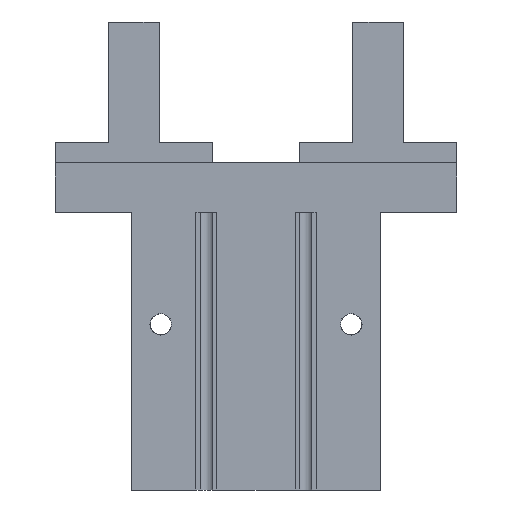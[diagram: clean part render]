
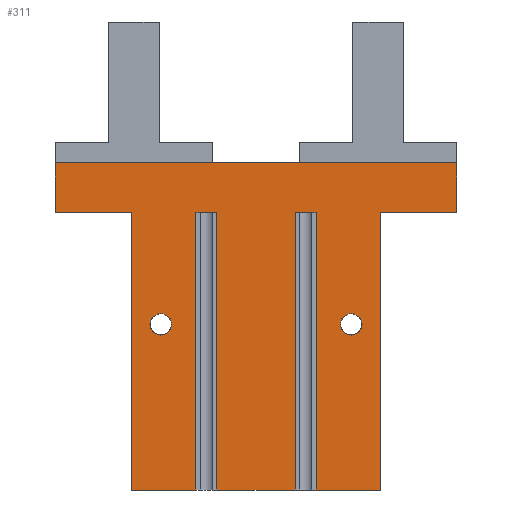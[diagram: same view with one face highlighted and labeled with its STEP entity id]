
A CAD part, left-side view. The second image highlights one B-rep face of the part: STEP entity #311.
In plain terms, the highlighted face is planar.
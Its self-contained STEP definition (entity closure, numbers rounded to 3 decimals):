
#311=ADVANCED_FACE('',(#657,#658,#659),#660,.F.);
#657=FACE_OUTER_BOUND('',#1039,.T.);
#658=FACE_BOUND('',#1040,.T.);
#659=FACE_BOUND('',#1041,.T.);
#660=PLANE('',#1042);
#1039=EDGE_LOOP('',(#1690,#1691,#1692,#1693,#1694,#1695,#1696,#1697,#1698,#1699,#1700,#1701,#1702,#1703,#1704,#1705));
#1040=EDGE_LOOP('',(#1706));
#1041=EDGE_LOOP('',(#1707));
#1042=AXIS2_PLACEMENT_3D('',#1708,#1709,#1710);
#1690=ORIENTED_EDGE('',*,*,#2428,.F.);
#1691=ORIENTED_EDGE('',*,*,#2429,.F.);
#1692=ORIENTED_EDGE('',*,*,#2234,.F.);
#1693=ORIENTED_EDGE('',*,*,#2243,.F.);
#1694=ORIENTED_EDGE('',*,*,#2365,.F.);
#1695=ORIENTED_EDGE('',*,*,#2420,.F.);
#1696=ORIENTED_EDGE('',*,*,#2430,.F.);
#1697=ORIENTED_EDGE('',*,*,#2431,.F.);
#1698=ORIENTED_EDGE('',*,*,#2240,.F.);
#1699=ORIENTED_EDGE('',*,*,#2432,.F.);
#1700=ORIENTED_EDGE('',*,*,#2433,.T.);
#1701=ORIENTED_EDGE('',*,*,#2434,.F.);
#1702=ORIENTED_EDGE('',*,*,#2435,.F.);
#1703=ORIENTED_EDGE('',*,*,#2436,.F.);
#1704=ORIENTED_EDGE('',*,*,#2437,.T.);
#1705=ORIENTED_EDGE('',*,*,#2438,.F.);
#1706=ORIENTED_EDGE('',*,*,#2283,.F.);
#1707=ORIENTED_EDGE('',*,*,#2286,.F.);
#1708=CARTESIAN_POINT('',(0.,30.0,-20.0));
#1709=DIRECTION('',(0.0,0.0,1.0));
#1710=DIRECTION('',(1.0,0.0,0.0));
#2234=EDGE_CURVE('',#2638,#2634,#2640,.T.);
#2240=EDGE_CURVE('',#2649,#2645,#2651,.T.);
#2243=EDGE_CURVE('',#2655,#2638,#2656,.T.);
#2283=EDGE_CURVE('',#2724,#2724,#2725,.F.);
#2286=EDGE_CURVE('',#2729,#2729,#2730,.F.);
#2365=EDGE_CURVE('',#2865,#2655,#2867,.T.);
#2420=EDGE_CURVE('',#2943,#2865,#2945,.T.);
#2428=EDGE_CURVE('',#2957,#2958,#2959,.T.);
#2429=EDGE_CURVE('',#2634,#2957,#2960,.T.);
#2430=EDGE_CURVE('',#2961,#2943,#2962,.T.);
#2431=EDGE_CURVE('',#2645,#2961,#2963,.T.);
#2432=EDGE_CURVE('',#2964,#2649,#2965,.T.);
#2433=EDGE_CURVE('',#2964,#2966,#2967,.T.);
#2434=EDGE_CURVE('',#2968,#2966,#2969,.T.);
#2435=EDGE_CURVE('',#2970,#2968,#2971,.T.);
#2436=EDGE_CURVE('',#2972,#2970,#2973,.T.);
#2437=EDGE_CURVE('',#2972,#2974,#2975,.T.);
#2438=EDGE_CURVE('',#2958,#2974,#2976,.T.);
#2634=VERTEX_POINT('',#3232);
#2638=VERTEX_POINT('',#3238);
#2640=LINE('',#3241,#3242);
#2645=VERTEX_POINT('',#3247);
#2649=VERTEX_POINT('',#3253);
#2651=LINE('',#3256,#3257);
#2655=VERTEX_POINT('',#3261);
#2656=LINE('',#3262,#3263);
#2724=VERTEX_POINT('',#3356);
#2725=CIRCLE('',#3357,2.6);
#2729=VERTEX_POINT('',#3361);
#2730=CIRCLE('',#3362,2.6);
#2865=VERTEX_POINT('',#3546);
#2867=LINE('',#3549,#3550);
#2943=VERTEX_POINT('',#3659);
#2945=LINE('',#3662,#3663);
#2957=VERTEX_POINT('',#3679);
#2958=VERTEX_POINT('',#3680);
#2959=LINE('',#3681,#3682);
#2960=LINE('',#3683,#3684);
#2961=VERTEX_POINT('',#3685);
#2962=LINE('',#3686,#3687);
#2963=LINE('',#3688,#3689);
#2964=VERTEX_POINT('',#3690);
#2965=LINE('',#3691,#3692);
#2966=VERTEX_POINT('',#3693);
#2967=LINE('',#3694,#3695);
#2968=VERTEX_POINT('',#3696);
#2969=LINE('',#3697,#3698);
#2970=VERTEX_POINT('',#3699);
#2971=LINE('',#3700,#3701);
#2972=VERTEX_POINT('',#3702);
#2973=LINE('',#3703,#3704);
#2974=VERTEX_POINT('',#3705);
#2975=LINE('',#3706,#3707);
#2976=LINE('',#3708,#3709);
#3232=CARTESIAN_POINT('',(67.0,-30.0,-20.0));
#3238=CARTESIAN_POINT('',(0.,-30.0,-20.0));
#3241=CARTESIAN_POINT('',(0.,-30.0,-20.0));
#3242=VECTOR('',#4015,1.0);
#3247=CARTESIAN_POINT('',(0.0,30.0,-20.0));
#3253=CARTESIAN_POINT('',(67.0,30.0,-20.0));
#3256=CARTESIAN_POINT('',(67.0,30.0,-20.0));
#3257=VECTOR('',#4022,1.0);
#3261=CARTESIAN_POINT('',(0.,-48.5,-20.0));
#3262=CARTESIAN_POINT('',(0.,-48.5,-20.0));
#3263=VECTOR('',#4026,1.0);
#3356=CARTESIAN_POINT('',(29.6,-23.0,-20.0));
#3357=AXIS2_PLACEMENT_3D('',#4084,#4085,#4086);
#3361=CARTESIAN_POINT('',(29.6,23.0,-20.0));
#3362=AXIS2_PLACEMENT_3D('',#4090,#4091,#4092);
#3546=CARTESIAN_POINT('',(-12.0,-48.5,-20.0));
#3549=CARTESIAN_POINT('',(-12.0,-48.5,-20.0));
#3550=VECTOR('',#4173,1.0);
#3659=CARTESIAN_POINT('',(-12.0,48.5,-20.0));
#3662=CARTESIAN_POINT('',(-12.0,48.5,-20.0));
#3663=VECTOR('',#4223,1.0);
#3679=CARTESIAN_POINT('',(67.0,-14.5,-20.0));
#3680=CARTESIAN_POINT('',(0.0,-14.5,-20.0));
#3681=CARTESIAN_POINT('',(67.0,-14.5,-20.0));
#3682=VECTOR('',#4231,1.0);
#3683=CARTESIAN_POINT('',(67.0,-30.0,-20.0));
#3684=VECTOR('',#4232,1.0);
#3685=CARTESIAN_POINT('',(0.0,48.5,-20.0));
#3686=CARTESIAN_POINT('',(0.0,48.5,-20.0));
#3687=VECTOR('',#4233,1.0);
#3688=CARTESIAN_POINT('',(0.0,30.0,-20.0));
#3689=VECTOR('',#4234,1.0);
#3690=CARTESIAN_POINT('',(67.0,14.5,-20.0));
#3691=CARTESIAN_POINT('',(67.0,-30.0,-20.0));
#3692=VECTOR('',#4235,1.0);
#3693=CARTESIAN_POINT('',(0.0,14.5,-20.0));
#3694=CARTESIAN_POINT('',(67.0,14.5,-20.0));
#3695=VECTOR('',#4236,1.0);
#3696=CARTESIAN_POINT('',(0.0,9.5,-20.0));
#3697=CARTESIAN_POINT('',(0.0,13.5,-20.0));
#3698=VECTOR('',#4237,1.0);
#3699=CARTESIAN_POINT('',(67.0,9.5,-20.0));
#3700=CARTESIAN_POINT('',(67.0,9.5,-20.0));
#3701=VECTOR('',#4238,1.0);
#3702=CARTESIAN_POINT('',(67.0,-9.5,-20.0));
#3703=CARTESIAN_POINT('',(67.0,-30.0,-20.0));
#3704=VECTOR('',#4239,1.0);
#3705=CARTESIAN_POINT('',(0.0,-9.5,-20.0));
#3706=CARTESIAN_POINT('',(67.0,-9.5,-20.0));
#3707=VECTOR('',#4240,1.0);
#3708=CARTESIAN_POINT('',(0.0,-13.5,-20.0));
#3709=VECTOR('',#4241,1.0);
#4015=DIRECTION('',(1.0,0.,0.0));
#4022=DIRECTION('',(-1.0,0.,0.0));
#4026=DIRECTION('',(0.,1.0,0.0));
#4084=CARTESIAN_POINT('',(27.0,-23.0,-20.0));
#4085=DIRECTION('',(0.0,0.0,1.0));
#4086=DIRECTION('',(1.0,0.0,0.0));
#4090=CARTESIAN_POINT('',(27.0,23.0,-20.0));
#4091=DIRECTION('',(0.0,0.0,1.0));
#4092=DIRECTION('',(1.0,0.0,0.0));
#4173=DIRECTION('',(1.0,0.,0.0));
#4223=DIRECTION('',(0.,-1.0,0.0));
#4231=DIRECTION('',(-1.0,0.0,0.0));
#4232=DIRECTION('',(0.0,1.0,0.0));
#4233=DIRECTION('',(-1.0,0.0,0.0));
#4234=DIRECTION('',(0.0,1.0,0.0));
#4235=DIRECTION('',(0.0,1.0,0.0));
#4236=DIRECTION('',(-1.0,0.0,0.0));
#4237=DIRECTION('',(0.0,1.0,0.0));
#4238=DIRECTION('',(-1.0,0.0,0.0));
#4239=DIRECTION('',(0.0,1.0,0.0));
#4240=DIRECTION('',(-1.0,0.0,0.0));
#4241=DIRECTION('',(0.0,1.0,0.0));
